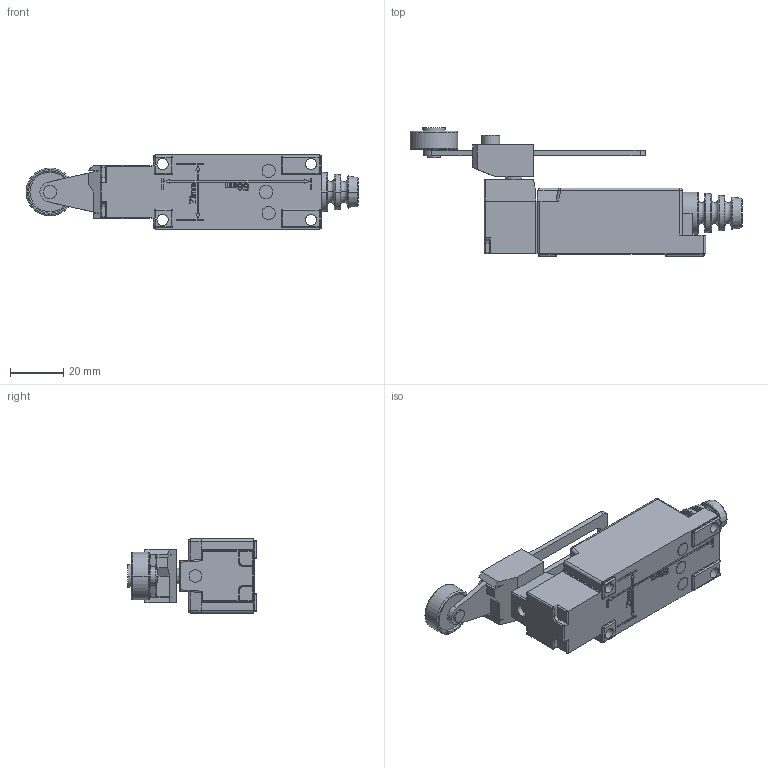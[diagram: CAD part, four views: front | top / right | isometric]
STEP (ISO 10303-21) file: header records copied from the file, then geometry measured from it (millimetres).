
FILE_DESCRIPTION((''),'2;1');
FILE_NAME('1','2023-06-05T',('Administrator'),('zyb.com'),'PRO/ENGINEER BY PARAMETRIC TECHNOLOGY CORPORATION, 2010280','PRO/ENGINEER BY PARAMETRIC TECHNOLOGY CORPORATION, 2010280','');
FILE_SCHEMA(('CONFIG_CONTROL_DESIGN'));
Length unit declared in the file: millimetre
Products named in the file (1): 1
Bounding box: 125.2 x 48.5 x 28 mm (x, y, z)
Volume: 57202 mm3; surface area: 17860 mm2
Topology: 2 solids, 2 shells, 651 faces, 1704 edges, 1095 vertices
Faces by surface type: plane 464, cylinder 123, torus 30, sphere 24, cone 10
Entity records: 19889 total; most frequent: CARTESIAN_POINT 3633, ORIENTED_EDGE 3404, DIRECTION 3272, EDGE_CURVE 1702, VECTOR 1378, LINE 1378, VERTEX_POINT 1095, AXIS2_PLACEMENT_3D 947
